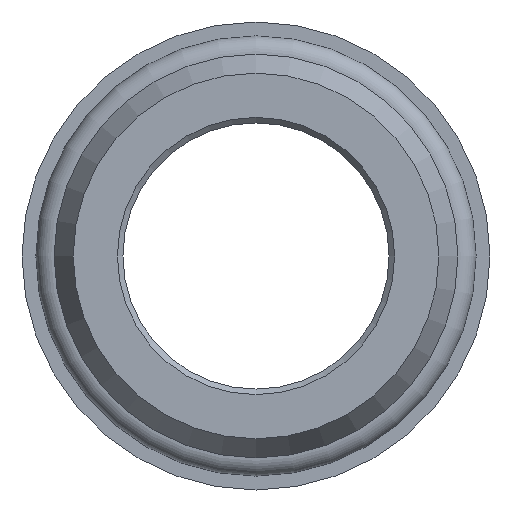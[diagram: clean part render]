
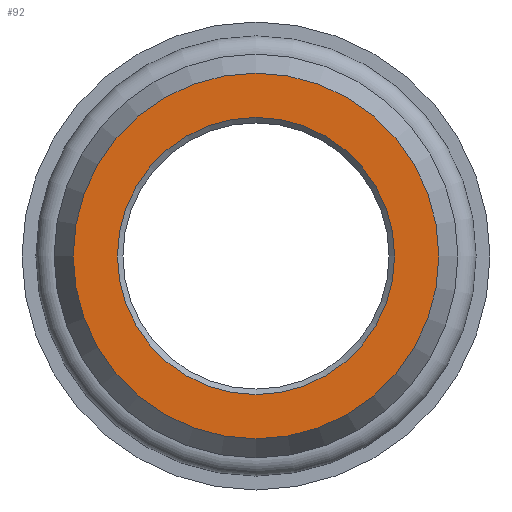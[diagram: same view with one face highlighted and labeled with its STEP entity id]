
A CAD part, front view. The second image highlights one B-rep face of the part: STEP entity #92.
In plain terms, the highlighted planar face has unit normal (0, -1, 0).
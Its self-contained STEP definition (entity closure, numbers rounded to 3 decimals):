
#92 = ADVANCED_FACE( 'NONE', ( #148, #149 ), #150, .T. );
#148 = FACE_OUTER_BOUND( '', #220, .T. );
#149 = FACE_BOUND( '', #221, .T. );
#150 = PLANE( '', #222 );
#220 = EDGE_LOOP( '', ( #372 ) );
#221 = EDGE_LOOP( '', ( #373 ) );
#222 = AXIS2_PLACEMENT_3D( '', #374, #375, #376 );
#372 = ORIENTED_EDGE( '', *, *, #476, .T. );
#373 = ORIENTED_EDGE( '', *, *, #488, .F. );
#374 = CARTESIAN_POINT( '', ( 0., 0., 0. ) );
#375 = DIRECTION( '', ( 0., -1., 0. ) );
#376 = DIRECTION( '', ( 0., 0., -1. ) );
#476 = EDGE_CURVE( 'NONE', #561, #561, #562, .T. );
#488 = EDGE_CURVE( 'NONE', #580, #580, #581, .T. );
#561 = VERTEX_POINT( '', #715 );
#562 = CIRCLE( '', #716, 9.961 );
#580 = VERTEX_POINT( '', #739 );
#581 = CIRCLE( '', #740, 7.55 );
#715 = CARTESIAN_POINT( '', ( 0., 0., -9.961 ) );
#716 = AXIS2_PLACEMENT_3D( '', #811, #812, #813 );
#739 = CARTESIAN_POINT( '', ( 0., 0., -7.55 ) );
#740 = AXIS2_PLACEMENT_3D( '', #837, #838, #839 );
#811 = CARTESIAN_POINT( '', ( 0., 0., 0. ) );
#812 = DIRECTION( '', ( 0., -1., 0. ) );
#813 = DIRECTION( '', ( 0., 0., -1. ) );
#837 = CARTESIAN_POINT( '', ( 0., 0., 0. ) );
#838 = DIRECTION( '', ( 0., -1., 0. ) );
#839 = DIRECTION( '', ( 0., 0., -1. ) );
